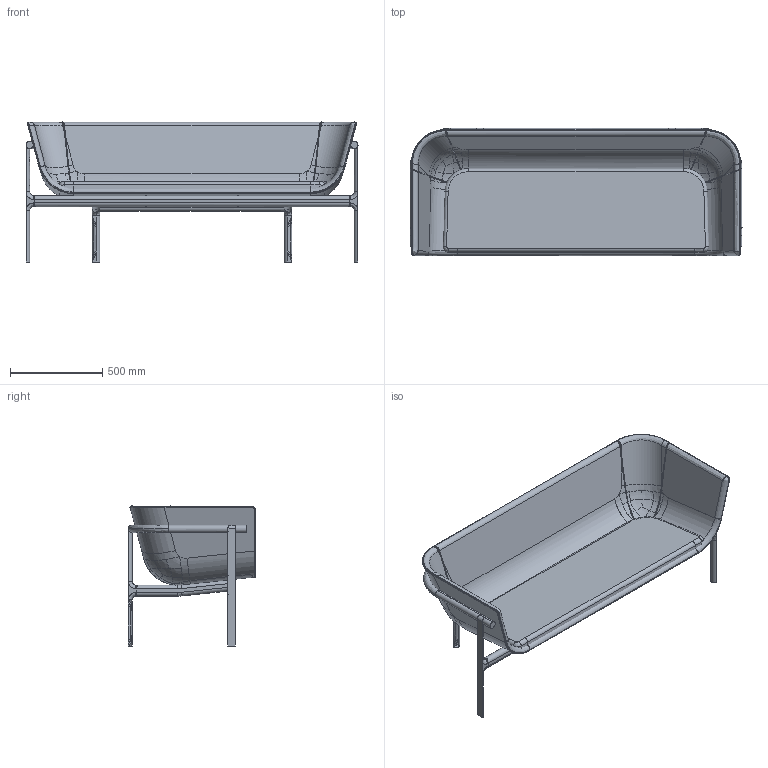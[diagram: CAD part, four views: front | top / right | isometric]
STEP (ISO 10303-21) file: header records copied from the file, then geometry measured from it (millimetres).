
FILE_DESCRIPTION (( 'STEP AP214' ), '1' );
FILE_NAME ('Tailor.STEP', '2017-03-08T10:26:27', ( '' ), ( '' ), 'SwSTEP 2.0', 'SolidWorks 2016', '' );
FILE_SCHEMA (( 'AUTOMOTIVE_DESIGN' ));
Length unit declared in the file: millimetre
Products named in the file (1): Tailor
Bounding box: 1800 x 690 x 759.13 mm (x, y, z)
Surface area: 8822751 mm2 (no closed solid volume)
Topology: 0 solids, 953 shells, 1259 faces, 4741 edges, 4434 vertices
Faces by surface type: cylinder 550, plane 410, bspline 281, torus 18
Entity records: 203610 total; most frequent: CARTESIAN_POINT 169917, ORIENTED_EDGE 5694, DIRECTION 4901, EDGE_CURVE 4745, VERTEX_POINT 4440, B_SPLINE_CURVE_WITH_KNOTS 2005, LINE 1959, VECTOR 1959
